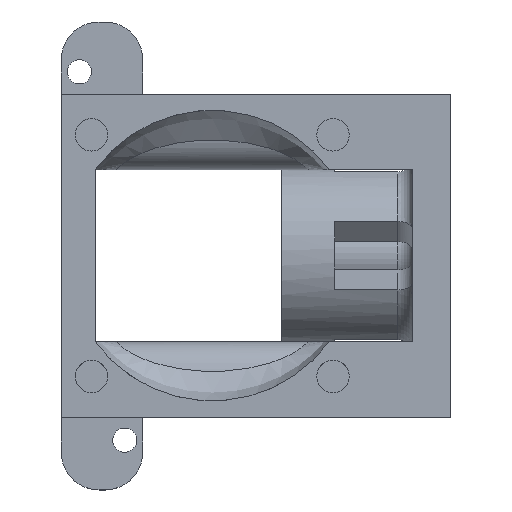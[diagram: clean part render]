
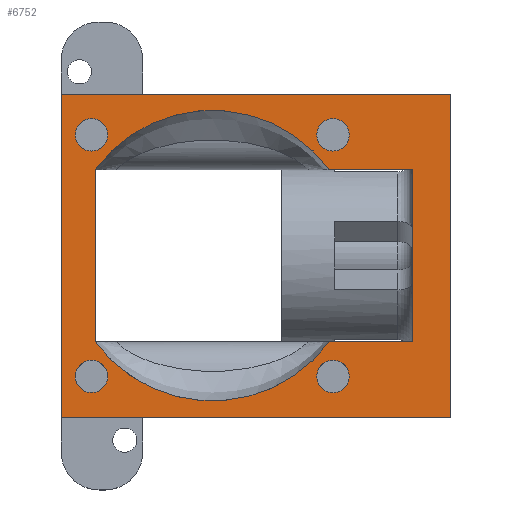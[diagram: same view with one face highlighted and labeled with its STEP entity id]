
A CAD part, top view. The second image highlights one B-rep face of the part: STEP entity #6752.
In plain terms, the highlighted planar face has unit normal (0, 0, 1).
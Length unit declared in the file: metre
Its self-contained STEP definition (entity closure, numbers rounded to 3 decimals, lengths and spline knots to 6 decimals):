
#82=CIRCLE('',#7116,0.01925);
#83=CIRCLE('',#7117,0.01925);
#84=CIRCLE('',#7118,0.00215);
#85=CIRCLE('',#7119,0.00215);
#86=CIRCLE('',#7120,0.00215);
#87=CIRCLE('',#7121,0.00215);
#972=ORIENTED_EDGE('',*,*,#2668,.F.);
#973=ORIENTED_EDGE('',*,*,#2675,.F.);
#974=ORIENTED_EDGE('',*,*,#2681,.F.);
#975=ORIENTED_EDGE('',*,*,#2680,.F.);
#976=ORIENTED_EDGE('',*,*,#2682,.T.);
#977=ORIENTED_EDGE('',*,*,#2683,.F.);
#978=ORIENTED_EDGE('',*,*,#2684,.F.);
#979=ORIENTED_EDGE('',*,*,#2685,.T.);
#980=ORIENTED_EDGE('',*,*,#2189,.F.);
#981=ORIENTED_EDGE('',*,*,#2686,.T.);
#982=ORIENTED_EDGE('',*,*,#2411,.T.);
#983=ORIENTED_EDGE('',*,*,#2687,.F.);
#984=ORIENTED_EDGE('',*,*,#2688,.F.);
#985=ORIENTED_EDGE('',*,*,#2689,.F.);
#986=ORIENTED_EDGE('',*,*,#2690,.F.);
#2189=EDGE_CURVE('',#3158,#3153,#3809,.T.);
#2411=EDGE_CURVE('',#3381,#3380,#4030,.T.);
#2668=EDGE_CURVE('',#3522,#3523,#4283,.T.);
#2675=EDGE_CURVE('',#3529,#3522,#4288,.T.);
#2680=EDGE_CURVE('',#3532,#3525,#4292,.T.);
#2681=EDGE_CURVE('',#3525,#3529,#82,.T.);
#2682=EDGE_CURVE('',#3532,#3533,#4293,.T.);
#2683=EDGE_CURVE('',#3534,#3533,#83,.T.);
#2684=EDGE_CURVE('',#3523,#3534,#4294,.T.);
#2685=EDGE_CURVE('',#3380,#3153,#4295,.T.);
#2686=EDGE_CURVE('',#3158,#3381,#4296,.T.);
#2687=EDGE_CURVE('',#3535,#3535,#84,.T.);
#2688=EDGE_CURVE('',#3536,#3536,#85,.T.);
#2689=EDGE_CURVE('',#3537,#3537,#86,.T.);
#2690=EDGE_CURVE('',#3538,#3538,#87,.T.);
#3153=VERTEX_POINT('',#9180);
#3158=VERTEX_POINT('',#9190);
#3380=VERTEX_POINT('',#9635);
#3381=VERTEX_POINT('',#9637);
#3522=VERTEX_POINT('',#10150);
#3523=VERTEX_POINT('',#10152);
#3525=VERTEX_POINT('',#10157);
#3529=VERTEX_POINT('',#10173);
#3532=VERTEX_POINT('',#10184);
#3533=VERTEX_POINT('',#10189);
#3534=VERTEX_POINT('',#10191);
#3535=VERTEX_POINT('',#10196);
#3536=VERTEX_POINT('',#10198);
#3537=VERTEX_POINT('',#10200);
#3538=VERTEX_POINT('',#10202);
#3809=LINE('',#9191,#4642);
#4030=LINE('',#9636,#4863);
#4283=LINE('',#10151,#5116);
#4288=LINE('',#10174,#5121);
#4292=LINE('',#10185,#5125);
#4293=LINE('',#10188,#5126);
#4294=LINE('',#10192,#5127);
#4295=LINE('',#10193,#5128);
#4296=LINE('',#10194,#5129);
#4642=VECTOR('',#7465,1.);
#4863=VECTOR('',#7690,1.);
#5116=VECTOR('',#8183,1.);
#5121=VECTOR('',#8190,1.);
#5125=VECTOR('',#8194,1.);
#5126=VECTOR('',#8199,1.);
#5127=VECTOR('',#8202,1.);
#5128=VECTOR('',#8203,1.);
#5129=VECTOR('',#8204,1.);
#5600=EDGE_LOOP('',(#972,#973,#974,#975,#976,#977,#978));
#5601=EDGE_LOOP('',(#979,#980,#981,#982));
#5602=EDGE_LOOP('',(#983));
#5603=EDGE_LOOP('',(#984));
#5604=EDGE_LOOP('',(#985));
#5605=EDGE_LOOP('',(#986));
#6052=FACE_BOUND('',#5600,.T.);
#6053=FACE_BOUND('',#5601,.T.);
#6054=FACE_BOUND('',#5602,.T.);
#6055=FACE_BOUND('',#5603,.T.);
#6056=FACE_BOUND('',#5604,.T.);
#6057=FACE_BOUND('',#5605,.T.);
#6470=PLANE('',#7115);
#6752=ADVANCED_FACE('',(#6052,#6053,#6054,#6055,#6056,#6057),#6470,.F.);
#7115=AXIS2_PLACEMENT_3D('',#10186,#8195,#8196);
#7116=AXIS2_PLACEMENT_3D('',#10187,#8197,#8198);
#7117=AXIS2_PLACEMENT_3D('',#10190,#8200,#8201);
#7118=AXIS2_PLACEMENT_3D('',#10195,#8205,#8206);
#7119=AXIS2_PLACEMENT_3D('',#10197,#8207,#8208);
#7120=AXIS2_PLACEMENT_3D('',#10199,#8209,#8210);
#7121=AXIS2_PLACEMENT_3D('',#10201,#8211,#8212);
#7465=DIRECTION('',(-1.,0.,0.));
#7690=DIRECTION('',(-1.,0.,0.));
#8183=DIRECTION('',(0.,1.,0.));
#8190=DIRECTION('',(1.,0.,0.));
#8194=DIRECTION('',(1.,0.,0.));
#8195=DIRECTION('',(0.,0.,-1.));
#8196=DIRECTION('',(0.,1.,0.));
#8197=DIRECTION('',(0.,0.,1.));
#8198=DIRECTION('',(0.,-1.,0.));
#8199=DIRECTION('',(0.,1.,0.));
#8200=DIRECTION('',(0.,0.,1.));
#8201=DIRECTION('',(0.,-1.,0.));
#8202=DIRECTION('',(-1.,0.,0.));
#8203=DIRECTION('',(0.,-1.,0.));
#8204=DIRECTION('',(0.,1.,0.));
#8205=DIRECTION('',(0.,0.,1.));
#8206=DIRECTION('',(0.,-1.,0.));
#8207=DIRECTION('',(0.,0.,1.));
#8208=DIRECTION('',(0.,-1.,0.));
#8209=DIRECTION('',(0.,0.,1.));
#8210=DIRECTION('',(0.,-1.,0.));
#8211=DIRECTION('',(0.,0.,1.));
#8212=DIRECTION('',(0.,-1.,0.));
#9180=CARTESIAN_POINT('',(-0.0473,-0.0214,0.029644));
#9190=CARTESIAN_POINT('',(0.0043,-0.0214,0.029644));
#9191=CARTESIAN_POINT('',(-0.0007,-0.0214,0.029644));
#9635=CARTESIAN_POINT('',(-0.0473,0.0214,0.029644));
#9636=CARTESIAN_POINT('',(-0.0007,0.0214,0.029644));
#9637=CARTESIAN_POINT('',(0.0043,0.0214,0.029644));
#10150=CARTESIAN_POINT('',(-0.0007,-0.0114,0.029644));
#10151=CARTESIAN_POINT('',(-0.0007,-0.0136,0.029644));
#10152=CARTESIAN_POINT('',(-0.0007,0.0114,0.029644));
#10157=CARTESIAN_POINT('',(-0.042811,-0.0114,0.029644));
#10173=CARTESIAN_POINT('',(-0.011789,-0.0114,0.029644));
#10174=CARTESIAN_POINT('',(-0.0007,-0.0114,0.029644));
#10184=CARTESIAN_POINT('',(-0.042811,-0.0114,0.029644));
#10185=CARTESIAN_POINT('',(-0.0007,-0.0114,0.029644));
#10186=CARTESIAN_POINT('',(-0.0007,0.002143,0.029644));
#10187=CARTESIAN_POINT('',(-0.0273,0.,0.029644));
#10188=CARTESIAN_POINT('',(-0.042811,-0.0136,0.029644));
#10189=CARTESIAN_POINT('',(-0.042811,0.0114,0.029644));
#10190=CARTESIAN_POINT('',(-0.0273,0.,0.029644));
#10191=CARTESIAN_POINT('',(-0.011789,0.0114,0.029644));
#10192=CARTESIAN_POINT('',(0.243029,0.0114,0.029644));
#10193=CARTESIAN_POINT('',(-0.0473,-0.0396,0.029644));
#10194=CARTESIAN_POINT('',(0.0043,0.002143,0.029644));
#10195=CARTESIAN_POINT('',(-0.0113,0.016,0.029644));
#10196=CARTESIAN_POINT('',(-0.0113,0.01385,0.029644));
#10197=CARTESIAN_POINT('',(-0.0113,-0.016,0.029644));
#10198=CARTESIAN_POINT('',(-0.0113,-0.01815,0.029644));
#10199=CARTESIAN_POINT('',(-0.0433,-0.016,0.029644));
#10200=CARTESIAN_POINT('',(-0.0433,-0.01815,0.029644));
#10201=CARTESIAN_POINT('',(-0.0433,0.016,0.029644));
#10202=CARTESIAN_POINT('',(-0.0433,0.01385,0.029644));
